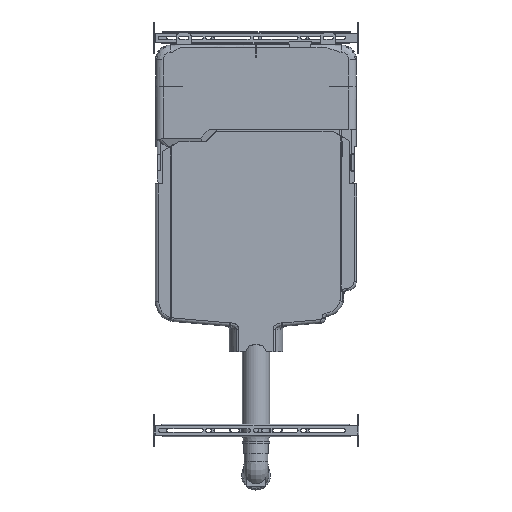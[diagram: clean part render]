
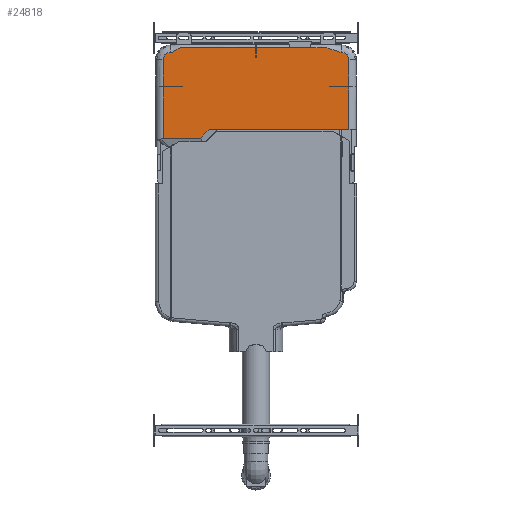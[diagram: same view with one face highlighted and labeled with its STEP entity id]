
A CAD part, left-side view. The second image highlights one B-rep face of the part: STEP entity #24818.
In plain terms, the highlighted planar face has unit normal (-1, 0, 0).
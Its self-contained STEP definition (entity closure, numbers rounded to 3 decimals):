
#192=B_SPLINE_CURVE_WITH_KNOTS('',3,(#37272,#37273,#37274,#37275,#37276,
#37277,#37278,#37279,#37280,#37281,#37282,#37283,#37284,#37285),
 .UNSPECIFIED.,.F.,.F.,(4,1,1,1,1,1,1,1,1,1,1,4),(-9.325,-8.421,
-7.518,-6.614,-5.711,-5.259,
-4.807,-4.581,-4.355,-3.904,-3.452,
-3.),.UNSPECIFIED.);
#193=B_SPLINE_CURVE_WITH_KNOTS('',3,(#37298,#37299,#37300,#37301,#37302,
#37303,#37304,#37305,#37306,#37307,#37308,#37309,#37310,#37311,#37312),
 .UNSPECIFIED.,.F.,.F.,(4,1,1,1,1,1,1,1,1,1,1,1,4),(-38.,-37.689,
-37.378,-37.067,-36.755,-36.133,
-35.822,-35.511,-35.096,-34.681,-33.021,
-30.532,-20.575),.UNSPECIFIED.);
#707=PLANE('',#26234);
#1532=FACE_OUTER_BOUND('',#2866,.T.);
#2866=EDGE_LOOP('',(#16049,#16050,#16051,#16052,#16053,#16054,#16055,#16056,
#16057,#16058,#16059,#16060,#16061,#16062,#16063,#16064,#16065,#16066,#16067,
#16068,#16069,#16070));
#4413=LINE('',#37288,#6762);
#4414=LINE('',#37290,#6763);
#4415=LINE('',#37292,#6764);
#4416=LINE('',#37294,#6765);
#4417=LINE('',#37296,#6766);
#4418=LINE('',#37316,#6767);
#4419=LINE('',#37318,#6768);
#4420=LINE('',#37320,#6769);
#4421=LINE('',#37322,#6770);
#4422=LINE('',#37324,#6771);
#4423=LINE('',#37326,#6772);
#4424=LINE('',#37328,#6773);
#4425=LINE('',#37330,#6774);
#4426=LINE('',#37332,#6775);
#4427=LINE('',#37334,#6776);
#4428=LINE('',#37336,#6777);
#4429=LINE('',#37338,#6778);
#4430=LINE('',#37340,#6779);
#6762=VECTOR('',#28620,43.5);
#6763=VECTOR('',#28621,67.5);
#6764=VECTOR('',#28622,20.);
#6765=VECTOR('',#28623,1.5);
#6766=VECTOR('',#28624,20.);
#6767=VECTOR('',#28627,54.25);
#6768=VECTOR('',#28628,40.);
#6769=VECTOR('',#28629,1.5);
#6770=VECTOR('',#28630,40.);
#6771=VECTOR('',#28631,104.716);
#6772=VECTOR('',#28632,76.678);
#6773=VECTOR('',#28633,24.7);
#6774=VECTOR('',#28634,285.856);
#6775=VECTOR('',#28635,87.25);
#6776=VECTOR('',#28636,40.);
#6777=VECTOR('',#28637,1.5);
#6778=VECTOR('',#28638,40.);
#6779=VECTOR('',#28639,54.25);
#9113=CIRCLE('',#26235,15.);
#9114=CIRCLE('',#26236,15.);
#10097=VERTEX_POINT('',#37241);
#10099=VERTEX_POINT('',#37258);
#10100=VERTEX_POINT('',#37287);
#10101=VERTEX_POINT('',#37289);
#10102=VERTEX_POINT('',#37291);
#10103=VERTEX_POINT('',#37293);
#10104=VERTEX_POINT('',#37295);
#10105=VERTEX_POINT('',#37297);
#10106=VERTEX_POINT('',#37313);
#10107=VERTEX_POINT('',#37315);
#10108=VERTEX_POINT('',#37317);
#10109=VERTEX_POINT('',#37319);
#10110=VERTEX_POINT('',#37321);
#10111=VERTEX_POINT('',#37323);
#10112=VERTEX_POINT('',#37325);
#10113=VERTEX_POINT('',#37327);
#10114=VERTEX_POINT('',#37329);
#10115=VERTEX_POINT('',#37331);
#10116=VERTEX_POINT('',#37333);
#10117=VERTEX_POINT('',#37335);
#10118=VERTEX_POINT('',#37337);
#10119=VERTEX_POINT('',#37339);
#12440=EDGE_CURVE('',#10099,#10097,#192,.T.);
#12441=EDGE_CURVE('',#10099,#10100,#4413,.T.);
#12442=EDGE_CURVE('',#10101,#10100,#4414,.T.);
#12443=EDGE_CURVE('',#10101,#10102,#4415,.T.);
#12444=EDGE_CURVE('',#10102,#10103,#4416,.T.);
#12445=EDGE_CURVE('',#10103,#10104,#4417,.T.);
#12446=EDGE_CURVE('',#10105,#10104,#193,.T.);
#12447=EDGE_CURVE('',#10105,#10106,#9113,.T.);
#12448=EDGE_CURVE('',#10107,#10106,#4418,.T.);
#12449=EDGE_CURVE('',#10107,#10108,#4419,.T.);
#12450=EDGE_CURVE('',#10108,#10109,#4420,.T.);
#12451=EDGE_CURVE('',#10109,#10110,#4421,.T.);
#12452=EDGE_CURVE('',#10111,#10110,#4422,.T.);
#12453=EDGE_CURVE('',#10112,#10111,#4423,.T.);
#12454=EDGE_CURVE('',#10113,#10112,#4424,.T.);
#12455=EDGE_CURVE('',#10113,#10114,#4425,.T.);
#12456=EDGE_CURVE('',#10115,#10114,#4426,.T.);
#12457=EDGE_CURVE('',#10115,#10116,#4427,.T.);
#12458=EDGE_CURVE('',#10116,#10117,#4428,.T.);
#12459=EDGE_CURVE('',#10117,#10118,#4429,.T.);
#12460=EDGE_CURVE('',#10119,#10118,#4430,.T.);
#12461=EDGE_CURVE('',#10119,#10097,#9114,.T.);
#16049=ORIENTED_EDGE('',*,*,#12440,.F.);
#16050=ORIENTED_EDGE('',*,*,#12441,.T.);
#16051=ORIENTED_EDGE('',*,*,#12442,.F.);
#16052=ORIENTED_EDGE('',*,*,#12443,.T.);
#16053=ORIENTED_EDGE('',*,*,#12444,.T.);
#16054=ORIENTED_EDGE('',*,*,#12445,.T.);
#16055=ORIENTED_EDGE('',*,*,#12446,.F.);
#16056=ORIENTED_EDGE('',*,*,#12447,.T.);
#16057=ORIENTED_EDGE('',*,*,#12448,.F.);
#16058=ORIENTED_EDGE('',*,*,#12449,.T.);
#16059=ORIENTED_EDGE('',*,*,#12450,.T.);
#16060=ORIENTED_EDGE('',*,*,#12451,.T.);
#16061=ORIENTED_EDGE('',*,*,#12452,.F.);
#16062=ORIENTED_EDGE('',*,*,#12453,.F.);
#16063=ORIENTED_EDGE('',*,*,#12454,.F.);
#16064=ORIENTED_EDGE('',*,*,#12455,.T.);
#16065=ORIENTED_EDGE('',*,*,#12456,.F.);
#16066=ORIENTED_EDGE('',*,*,#12457,.T.);
#16067=ORIENTED_EDGE('',*,*,#12458,.T.);
#16068=ORIENTED_EDGE('',*,*,#12459,.T.);
#16069=ORIENTED_EDGE('',*,*,#12460,.F.);
#16070=ORIENTED_EDGE('',*,*,#12461,.T.);
#24818=ADVANCED_FACE('',(#1532),#707,.T.);
#26234=AXIS2_PLACEMENT_3D('',#37286,#28618,#28619);
#26235=AXIS2_PLACEMENT_3D('',#37314,#28625,#28626);
#26236=AXIS2_PLACEMENT_3D('',#37341,#28640,#28641);
#28618=DIRECTION('center_axis',(-1.,0.,0.));
#28619=DIRECTION('ref_axis',(0.,-1.,0.));
#28620=DIRECTION('',(0.,1.,0.));
#28621=DIRECTION('',(0.,-1.,0.));
#28622=DIRECTION('',(0.,0.,-1.));
#28623=DIRECTION('',(0.,1.,0.));
#28624=DIRECTION('',(0.,0.,1.));
#28625=DIRECTION('center_axis',(-1.,0.,0.));
#28626=DIRECTION('ref_axis',(0.,0.,
1.));
#28627=DIRECTION('',(0.,0.,1.));
#28628=DIRECTION('',(0.,-1.,0.));
#28629=DIRECTION('',(0.,0.,-1.));
#28630=DIRECTION('',(0.,1.,0.));
#28631=DIRECTION('',(0.,0.,1.));
#28632=DIRECTION('',(0.,1.,0.));
#28633=DIRECTION('',(0.,0.707,-0.707));
#28634=DIRECTION('',(0.,-1.,0.));
#28635=DIRECTION('',(0.,0.,-1.));
#28636=DIRECTION('',(0.,1.,0.));
#28637=DIRECTION('',(0.,0.,1.));
#28638=DIRECTION('',(0.,-1.,0.));
#28639=DIRECTION('',(0.,0.,-1.));
#28640=DIRECTION('center_axis',(-1.,0.,0.));
#28641=DIRECTION('ref_axis',(0.,0.,
1.));
#37241=CARTESIAN_POINT('',(-40.,-175.,1070.));
#37258=CARTESIAN_POINT('',(-40.,-111.75,1080.));
#37272=CARTESIAN_POINT('Ctrl Pts',(-40.,-111.75,1080.));
#37273=CARTESIAN_POINT('Ctrl Pts',(-40.,-114.762,
1080.));
#37274=CARTESIAN_POINT('Ctrl Pts',(-40.,-120.786,1079.908));
#37275=CARTESIAN_POINT('Ctrl Pts',(-40.,-129.821,
1079.819));
#37276=CARTESIAN_POINT('Ctrl Pts',(-40.,-138.857,
1079.665));
#37277=CARTESIAN_POINT('Ctrl Pts',(-40.,-146.387,
1078.939));
#37278=CARTESIAN_POINT('Ctrl Pts',(-40.,-152.411,
1077.162));
#37279=CARTESIAN_POINT('Ctrl Pts',(-40.,-156.176,
1075.667));
#37280=CARTESIAN_POINT('Ctrl Pts',(-40.,-159.188,1074.404));
#37281=CARTESIAN_POINT('Ctrl Pts',(-40.,-162.199,
1073.144));
#37282=CARTESIAN_POINT('Ctrl Pts',(-40.,-165.964,
1071.672));
#37283=CARTESIAN_POINT('Ctrl Pts',(-40.,-170.482,
1070.365));
#37284=CARTESIAN_POINT('Ctrl Pts',(-40.,-173.494,
1070.));
#37285=CARTESIAN_POINT('Ctrl Pts',(-40.,-175.,1070.));
#37286=CARTESIAN_POINT('Origin',(-40.,205.,1000.));
#37287=CARTESIAN_POINT('',(-40.,-68.25,1080.));
#37288=CARTESIAN_POINT('',(-40.,57.5,1080.));
#37289=CARTESIAN_POINT('',(-40.,-0.75,1080.));
#37290=CARTESIAN_POINT('',(-40.,102.5,1080.));
#37291=CARTESIAN_POINT('',(-40.,-0.75,1060.));
#37292=CARTESIAN_POINT('',(-40.,-0.75,1042.5));
#37293=CARTESIAN_POINT('',(-40.,0.75,1060.));
#37294=CARTESIAN_POINT('',(-40.,102.125,1060.));
#37295=CARTESIAN_POINT('',(-40.,0.75,1080.));
#37296=CARTESIAN_POINT('',(-40.,0.75,1030.));
#37297=CARTESIAN_POINT('',(-40.,175.,1070.));
#37298=CARTESIAN_POINT('Ctrl Pts',(-40.,175.,1070.));
#37299=CARTESIAN_POINT('Ctrl Pts',(-40.,173.963,1070.));
#37300=CARTESIAN_POINT('Ctrl Pts',(-40.,171.888,1070.356));
#37301=CARTESIAN_POINT('Ctrl Pts',(-40.,168.777,1071.426));
#37302=CARTESIAN_POINT('Ctrl Pts',(-40.,165.665,1073.074));
#37303=CARTESIAN_POINT('Ctrl Pts',(-40.,161.516,1075.779));
#37304=CARTESIAN_POINT('Ctrl Pts',(-40.,157.368,1078.432));
#37305=CARTESIAN_POINT('Ctrl Pts',(-40.,153.219,1079.725));
#37306=CARTESIAN_POINT('Ctrl Pts',(-40.,149.761,1080.035));
#37307=CARTESIAN_POINT('Ctrl Pts',(-40.,145.958,1079.988));
#37308=CARTESIAN_POINT('Ctrl Pts',(-40.,137.661,1080.009));
#37309=CARTESIAN_POINT('Ctrl Pts',(-40.,122.448,1079.995));
#37310=CARTESIAN_POINT('Ctrl Pts',(-40.,75.429,1080.005));
#37311=CARTESIAN_POINT('Ctrl Pts',(-40.,33.94,1080.));
#37312=CARTESIAN_POINT('Ctrl Pts',(-40.,0.75,1080.));
#37313=CARTESIAN_POINT('',(-40.,190.,1055.));
#37314=CARTESIAN_POINT('Origin',(-40.,175.,1055.));
#37315=CARTESIAN_POINT('',(-40.,190.,1000.75));
#37316=CARTESIAN_POINT('',(-40.,190.,912.));
#37317=CARTESIAN_POINT('',(-40.,150.,1000.75));
#37318=CARTESIAN_POINT('',(-40.,177.5,1000.75));
#37319=CARTESIAN_POINT('',(-40.,150.,999.25));
#37320=CARTESIAN_POINT('',(-40.,150.,999.625));
#37321=CARTESIAN_POINT('',(-40.,190.,999.25));
#37322=CARTESIAN_POINT('',(-40.,205.,999.25));
#37323=CARTESIAN_POINT('',(-40.,190.,894.534));
#37324=CARTESIAN_POINT('',(-40.,190.,912.));
#37325=CARTESIAN_POINT('',(-40.,113.322,894.534));
#37326=CARTESIAN_POINT('',(-40.,196.66,894.534));
#37327=CARTESIAN_POINT('',(-40.,95.856,912.));
#37328=CARTESIAN_POINT('',(-40.,111.618,896.238));
#37329=CARTESIAN_POINT('',(-40.,-190.,912.));
#37330=CARTESIAN_POINT('',(-40.,0.,912.));
#37331=CARTESIAN_POINT('',(-40.,-190.,999.25));
#37332=CARTESIAN_POINT('',(-40.,-190.,912.));
#37333=CARTESIAN_POINT('',(-40.,-150.,999.25));
#37334=CARTESIAN_POINT('',(-40.,27.5,999.25));
#37335=CARTESIAN_POINT('',(-40.,-150.,1000.75));
#37336=CARTESIAN_POINT('',(-40.,-150.,1000.375));
#37337=CARTESIAN_POINT('',(-40.,-190.,1000.75));
#37338=CARTESIAN_POINT('',(-40.,0.,1000.75));
#37339=CARTESIAN_POINT('',(-40.,-190.,1055.));
#37340=CARTESIAN_POINT('',(-40.,-190.,912.));
#37341=CARTESIAN_POINT('Origin',(-40.,-175.,1055.));
